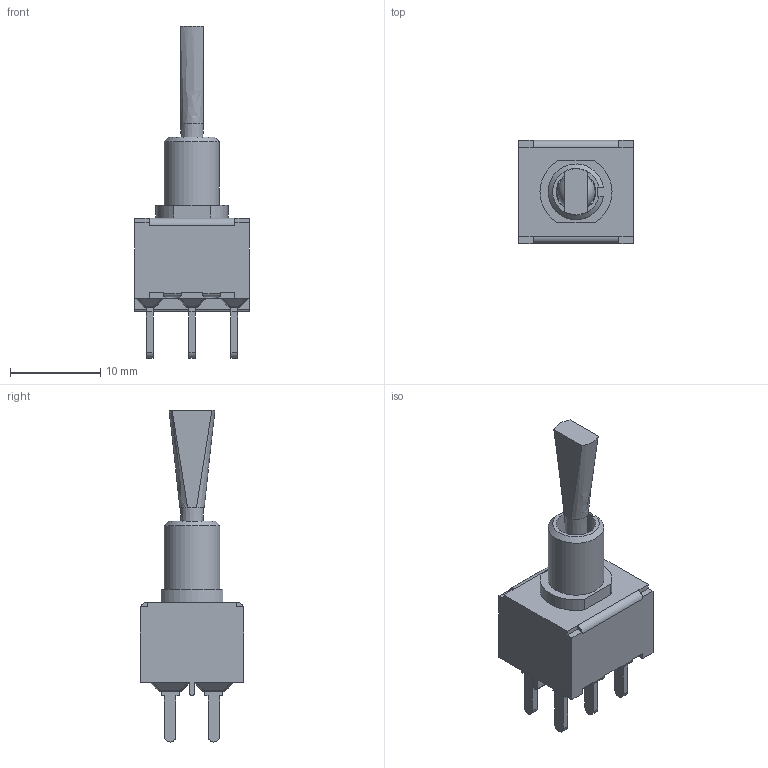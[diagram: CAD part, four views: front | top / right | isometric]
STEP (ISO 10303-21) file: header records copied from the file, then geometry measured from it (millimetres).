
FILE_DESCRIPTION(/* description */ (''),/* implementation_level */ '2;1');
FILE_NAME(/* name */ '100DPxT6B11M2xE.stp',/* time_stamp */ '2025-11-24T13:52:42-06:00',/* author */ ('mwilliams'),/* organization */ (''),/* preprocessor_version */ 'ST-DEVELOPER v18.1',/* originating_system */ 'Autodesk Inventor 2022',/* authorisation */ '');
FILE_SCHEMA (('AUTOMOTIVE_DESIGN { 1 0 10303 214 3 1 1 }'));
Length unit declared in the file: inch
Products named in the file (1): 000023215_Simplify_1
Bounding box: 12.7 x 11.43 x 36.78 mm (x, y, z)
Volume: 1664.2 mm3; surface area: 1439.8 mm2
Topology: 2 solids, 2 shells, 283 faces, 732 edges, 440 vertices
Faces by surface type: plane 185, cylinder 69, sphere 25, bspline 2, cone 2
Full cylindrical faces by diameter (mm): 4.4 x1
Entity records: 8391 total; most frequent: CARTESIAN_POINT 1498, DIRECTION 1437, ORIENTED_EDGE 1414, EDGE_CURVE 707, LINE 531, VECTOR 531, AXIS2_PLACEMENT_3D 453, VERTEX_POINT 440
